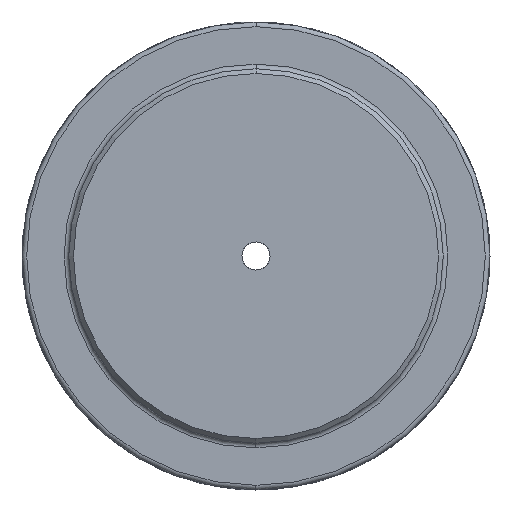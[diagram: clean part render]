
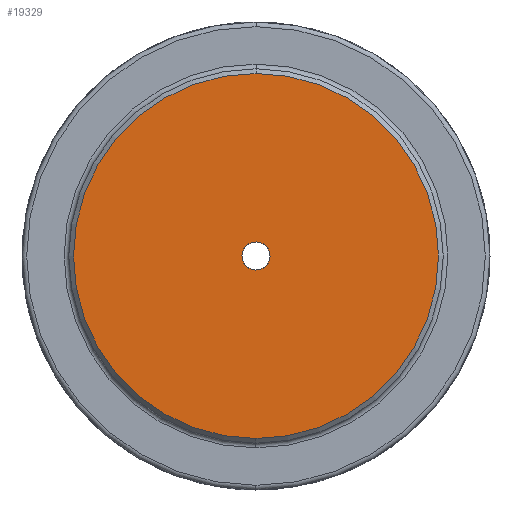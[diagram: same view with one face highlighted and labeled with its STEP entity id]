
A CAD part, left-side view. The second image highlights one B-rep face of the part: STEP entity #19329.
In plain terms, the highlighted face is planar.
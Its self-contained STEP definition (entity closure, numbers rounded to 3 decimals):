
#18505=CARTESIAN_POINT('',(0.,0.,0.));
#18506=DIRECTION('',(0.,0.,1.));
#18507=DIRECTION('',(-1.,0.,0.));
#18508=AXIS2_PLACEMENT_3D('',#18505,#18506,#18507);
#18514=CARTESIAN_POINT('',(0.,0.,0.));
#18515=DIRECTION('',(0.,0.,1.));
#18516=DIRECTION('',(1.,0.,0.));
#18517=AXIS2_PLACEMENT_3D('',#18514,#18515,#18516);
#18528=CARTESIAN_POINT('',(0.,0.,0.));
#18529=DIRECTION('',(0.,0.,1.));
#18530=DIRECTION('',(-1.,0.,0.));
#18531=AXIS2_PLACEMENT_3D('',#18528,#18529,#18530);
#18533=CARTESIAN_POINT('',(0.,0.,0.));
#18534=DIRECTION('',(0.,0.,1.));
#18535=DIRECTION('',(1.,0.,0.));
#18536=AXIS2_PLACEMENT_3D('',#18533,#18534,#18535);
#18587=CARTESIAN_POINT('',(78.,0.,0.));
#18588=CARTESIAN_POINT('',(-78.,0.,0.));
#18589=VERTEX_POINT('',#18587);
#18590=VERTEX_POINT('',#18588);
#18617=CARTESIAN_POINT('',(6.,0.,0.));
#18618=CARTESIAN_POINT('',(-6.,0.,0.));
#18619=VERTEX_POINT('',#18617);
#18620=VERTEX_POINT('',#18618);
#19314=CARTESIAN_POINT('',(0.,0.,0.));
#19315=DIRECTION('',(0.,0.,1.));
#19316=DIRECTION('',(1.,0.,0.));
#19317=AXIS2_PLACEMENT_3D('',#19314,#19315,#19316);
#19318=PLANE('',#19317);
#19320=ORIENTED_EDGE('',*,*,#19319,.T.);
#19322=ORIENTED_EDGE('',*,*,#19321,.T.);
#19323=EDGE_LOOP('',(#19320,#19322));
#19324=FACE_OUTER_BOUND('',#19323,.F.);
#19325=ORIENTED_EDGE('',*,*,#19307,.F.);
#19326=ORIENTED_EDGE('',*,*,#19294,.F.);
#19327=EDGE_LOOP('',(#19325,#19326));
#19328=FACE_BOUND('',#19327,.F.);
#19329=ADVANCED_FACE('',(#19324,#19328),#19318,.F.);
#18509=CIRCLE('',#18508,6.);
#18518=CIRCLE('',#18517,6.);
#18532=CIRCLE('',#18531,78.);
#18537=CIRCLE('',#18536,78.);
#19294=EDGE_CURVE('',#18620,#18619,#18509,.T.);
#19307=EDGE_CURVE('',#18619,#18620,#18518,.T.);
#19319=EDGE_CURVE('',#18590,#18589,#18532,.T.);
#19321=EDGE_CURVE('',#18589,#18590,#18537,.T.);
